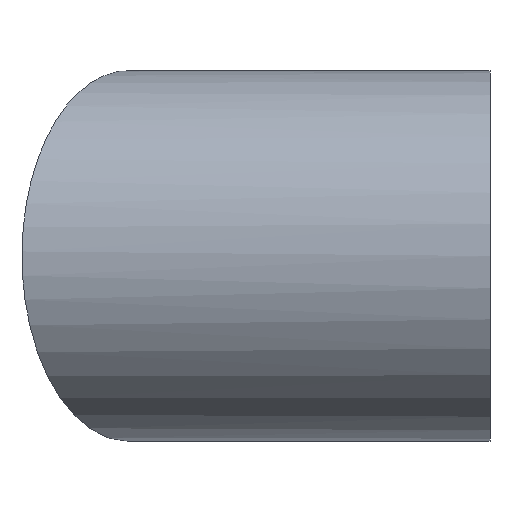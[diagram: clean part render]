
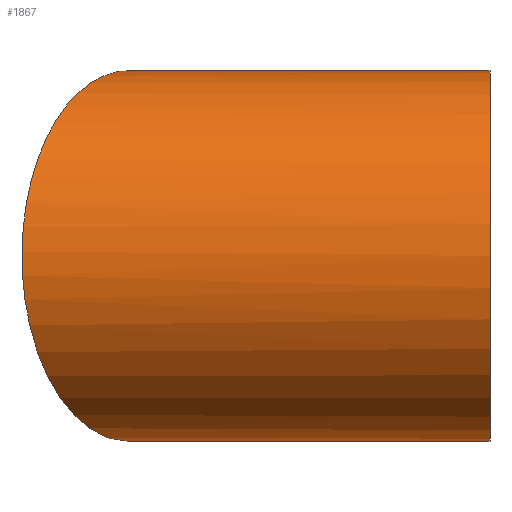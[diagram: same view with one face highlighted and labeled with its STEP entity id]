
A CAD part, left-side view. The second image highlights one B-rep face of the part: STEP entity #1867.
In plain terms, the highlighted cylindrical face has radius 112.5 mm (diameter 225 mm), a full revolution.
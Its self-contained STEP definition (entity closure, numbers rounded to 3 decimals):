
#1867 = ADVANCED_FACE( '', ( #4125, #4126 ), #4127, .T. );
#4125 = FACE_OUTER_BOUND( '', #6456, .T. );
#4126 = FACE_OUTER_BOUND( '', #6457, .T. );
#4127 = CYLINDRICAL_SURFACE( '', #6458, 112.5 );
#6456 = EDGE_LOOP( '', ( #12592 ) );
#6457 = EDGE_LOOP( '', ( #12593 ) );
#6458 = AXIS2_PLACEMENT_3D( '', #12594, #12595, #12596 );
#12592 = ORIENTED_EDGE( '', *, *, #15082, .T. );
#12593 = ORIENTED_EDGE( '', *, *, #13349, .F. );
#12594 = CARTESIAN_POINT( '', ( 0., 0., 0. ) );
#12595 = DIRECTION( '', ( 0., 1., 0. ) );
#12596 = DIRECTION( '', ( 0., 0., -1. ) );
#13349 = EDGE_CURVE( '', #15991, #15991, #15992, .T. );
#15082 = EDGE_CURVE( '', #19037, #19037, #19038, .F. );
#15991 = VERTEX_POINT( '', #19951 );
#15992 = CIRCLE( '', #19952, 112.5 );
#19037 = VERTEX_POINT( '', #24572 );
#19038 = ELLIPSE( '', #24573, 129.904, 112.5 );
#19951 = CARTESIAN_POINT( '', ( 0., 0., -112.5 ) );
#19952 = AXIS2_PLACEMENT_3D( '', #25864, #25865, #25866 );
#24572 = CARTESIAN_POINT( '', ( 112.5, 153.984, 0. ) );
#24573 = AXIS2_PLACEMENT_3D( '', #27457, #27458, #27459 );
#25864 = CARTESIAN_POINT( '', ( 0., 0., 0. ) );
#25865 = DIRECTION( '', ( 0., -1., 0. ) );
#25866 = DIRECTION( '', ( 0., 0., -1. ) );
#27457 = CARTESIAN_POINT( '', ( 0., 218.936, 0. ) );
#27458 = DIRECTION( '', ( 0.5, 0.866, 0. ) );
#27459 = DIRECTION( '', ( 0.866, -0.5, 0. ) );
